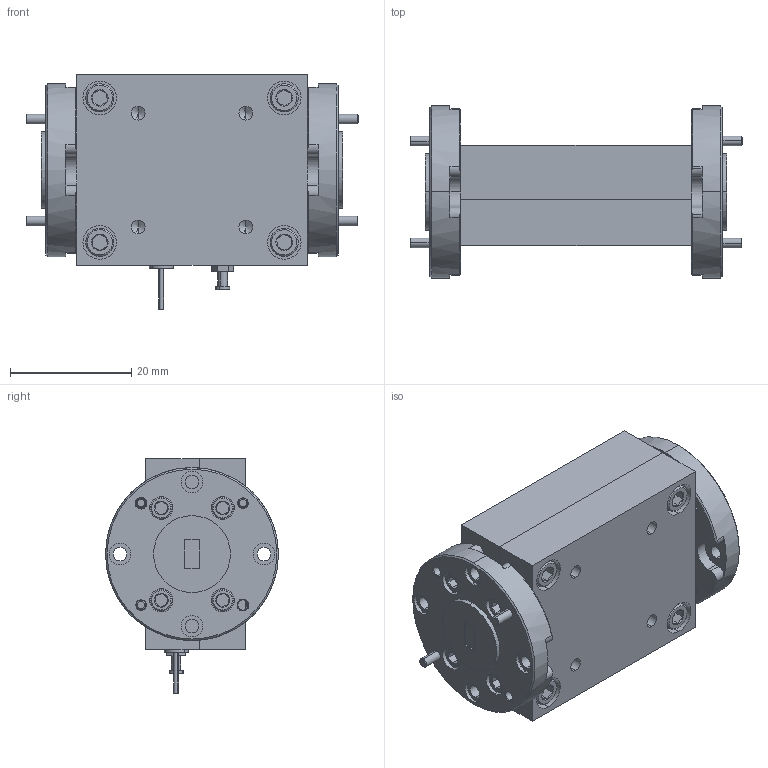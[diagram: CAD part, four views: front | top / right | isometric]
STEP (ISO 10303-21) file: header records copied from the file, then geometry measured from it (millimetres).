
FILE_DESCRIPTION (( 'STEP AP203' ), '1' );
FILE_NAME ('DMBX-19-251-1 DF.STEP', '2019-05-20T16:34:09', ( '' ), ( '' ), 'SwSTEP 2.0', 'SolidWorks 2016', '' );
FILE_SCHEMA (( 'CONFIG_CONTROL_DESIGN' ));
Products named in the file (1): DMBX-19-251-1 DF
Bounding box: 54.86 x 28.57 x 38.73 mm (x, y, z)
Volume: 25368.5 mm3; surface area: 17005.4 mm2
Topology: 31 solids, 31 shells, 1822 faces, 4747 edges, 3010 vertices
Faces by surface type: cylinder 1086, plane 356, cone 342, bspline 38
Entity records: 77227 total; most frequent: CARTESIAN_POINT 37353, ORIENTED_EDGE 9334, DIRECTION 7404, EDGE_CURVE 4667, VERTEX_POINT 3010, AXIS2_PLACEMENT_3D 2790, EDGE_LOOP 1991, LINE 1824
